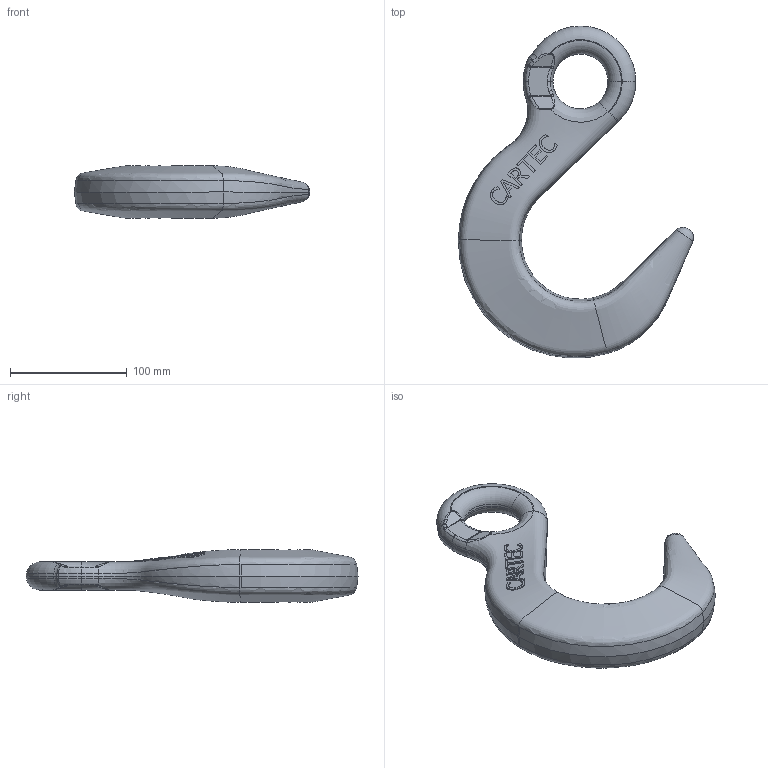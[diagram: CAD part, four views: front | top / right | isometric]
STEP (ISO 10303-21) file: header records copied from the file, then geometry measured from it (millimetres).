
FILE_DESCRIPTION(('STEP AP214'),'1');
FILE_NAME('cy_16.stp','2018-01-24T08:13:38',('TraceParts'),('TraceParts S.A.'),'Spatial InterOp 3D',' ',' ');
FILE_SCHEMA(('automotive_design'));
Length unit declared in the file: millimetre
Products named in the file (1): cy_16
Bounding box: 201.5 x 284.35 x 45 mm (x, y, z)
Volume: 663691.6 mm3; surface area: 69827.4 mm2
Topology: 1 solids, 1 shells, 213 faces, 532 edges, 323 vertices
Faces by surface type: bspline 91, plane 60, cone 26, torus 24, cylinder 8, sphere 4
Entity records: 39888 total; most frequent: CARTESIAN_POINT 33759, ORIENTED_EDGE 1056, DIRECTION 702, EDGE_CURVE 528, VERTEX_POINT 323, AXIS2_PLACEMENT_3D 280, B_SPLINE_CURVE_WITH_KNOTS 229, EDGE_LOOP 221
